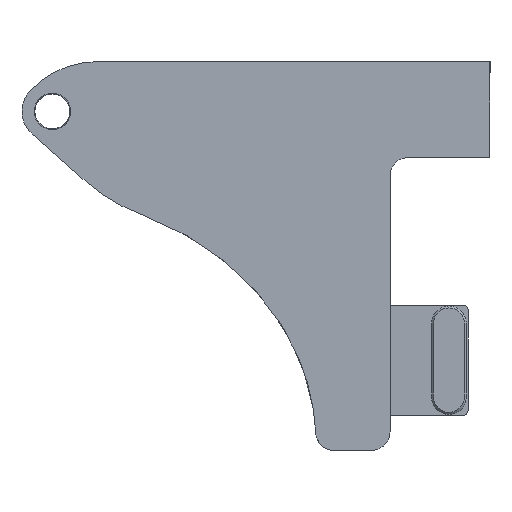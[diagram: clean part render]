
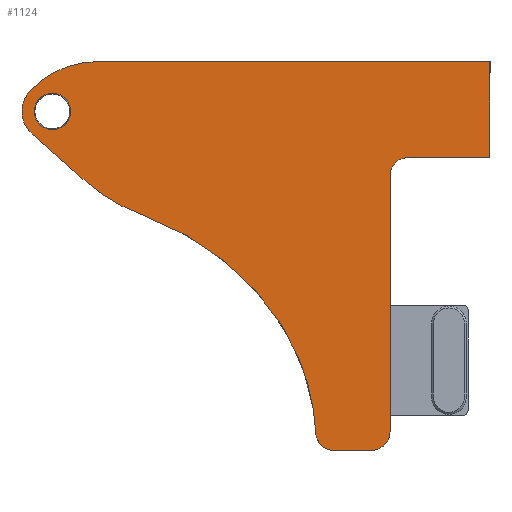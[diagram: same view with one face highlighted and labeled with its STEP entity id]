
A CAD part, left-side view. The second image highlights one B-rep face of the part: STEP entity #1124.
In plain terms, the highlighted planar face has unit normal (-1, 0, 0).
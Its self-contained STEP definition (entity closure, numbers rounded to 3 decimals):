
#29=B_SPLINE_CURVE_WITH_KNOTS('',3,(#1701,#1702,#1703,#1704),
 .UNSPECIFIED.,.F.,.F.,(4,4),(0.,0.73),.UNSPECIFIED.);
#34=B_SPLINE_CURVE_WITH_KNOTS('',3,(#1761,#1762,#1763,#1764,#1765,#1766,
#1767,#1768,#1769,#1770,#1771,#1772,#1773),.UNSPECIFIED.,.F.,.F.,(4,3,3,
3,4),(-0.766,-0.724,-0.408,-0.162,
-0.093),.UNSPECIFIED.);
#36=B_SPLINE_CURVE_WITH_KNOTS('',3,(#1806,#1807,#1808,#1809),
 .UNSPECIFIED.,.F.,.F.,(4,4),(0.037,0.093),
 .UNSPECIFIED.);
#40=B_SPLINE_CURVE_WITH_KNOTS('',3,(#1847,#1848,#1849,#1850,#1851,#1852,
#1853),.UNSPECIFIED.,.F.,.F.,(4,3,4),(0.,0.13,0.303),
 .UNSPECIFIED.);
#54=FACE_BOUND('',#187,.T.);
#67=PLANE('',#1223);
#113=FACE_OUTER_BOUND('',#186,.T.);
#186=EDGE_LOOP('',(#828,#829,#830,#831,#832,#833,#834,#835,#836,#837,#838,
#839,#840,#841,#842));
#187=EDGE_LOOP('',(#843));
#259=LINE('',#1788,#357);
#260=LINE('',#1790,#358);
#263=LINE('',#1858,#361);
#268=LINE('',#1871,#366);
#270=LINE('',#1874,#368);
#271=LINE('',#1879,#369);
#272=LINE('',#1880,#370);
#357=VECTOR('',#1364,10.);
#358=VECTOR('',#1367,10.);
#361=VECTOR('',#1372,10.);
#366=VECTOR('',#1385,10.);
#368=VECTOR('',#1389,10.);
#369=VECTOR('',#1394,10.);
#370=VECTOR('',#1395,10.);
#451=CIRCLE('',#1208,1.975);
#452=CIRCLE('',#1210,3.3);
#455=CIRCLE('',#1214,2.);
#457=CIRCLE('',#1220,2.);
#458=CIRCLE('',#1224,10.);
#502=VERTEX_POINT('',#1671);
#503=VERTEX_POINT('',#1675);
#504=VERTEX_POINT('',#1676);
#507=VERTEX_POINT('',#1699);
#508=VERTEX_POINT('',#1700);
#512=VERTEX_POINT('',#1759);
#515=VERTEX_POINT('',#1778);
#516=VERTEX_POINT('',#1780);
#518=VERTEX_POINT('',#1786);
#519=VERTEX_POINT('',#1800);
#522=VERTEX_POINT('',#1842);
#523=VERTEX_POINT('',#1855);
#526=VERTEX_POINT('',#1863);
#528=VERTEX_POINT('',#1869);
#529=VERTEX_POINT('',#1876);
#530=VERTEX_POINT('',#1877);
#607=EDGE_CURVE('',#502,#502,#451,.T.);
#609=EDGE_CURVE('',#503,#504,#452,.T.);
#613=EDGE_CURVE('',#507,#508,#29,.T.);
#619=EDGE_CURVE('',#507,#512,#34,.T.);
#622=EDGE_CURVE('',#515,#516,#455,.T.);
#626=EDGE_CURVE('',#515,#518,#259,.T.);
#627=EDGE_CURVE('',#508,#504,#260,.T.);
#630=EDGE_CURVE('',#519,#512,#36,.T.);
#634=EDGE_CURVE('',#522,#519,#40,.T.);
#636=EDGE_CURVE('',#523,#522,#263,.T.);
#640=EDGE_CURVE('',#526,#523,#457,.T.);
#643=EDGE_CURVE('',#528,#518,#268,.T.);
#645=EDGE_CURVE('',#516,#526,#270,.F.);
#646=EDGE_CURVE('',#529,#530,#458,.T.);
#647=EDGE_CURVE('',#529,#503,#271,.T.);
#648=EDGE_CURVE('',#528,#530,#272,.T.);
#828=ORIENTED_EDGE('',*,*,#646,.F.);
#829=ORIENTED_EDGE('',*,*,#647,.T.);
#830=ORIENTED_EDGE('',*,*,#609,.T.);
#831=ORIENTED_EDGE('',*,*,#627,.F.);
#832=ORIENTED_EDGE('',*,*,#613,.F.);
#833=ORIENTED_EDGE('',*,*,#619,.T.);
#834=ORIENTED_EDGE('',*,*,#630,.F.);
#835=ORIENTED_EDGE('',*,*,#634,.F.);
#836=ORIENTED_EDGE('',*,*,#636,.F.);
#837=ORIENTED_EDGE('',*,*,#640,.F.);
#838=ORIENTED_EDGE('',*,*,#645,.F.);
#839=ORIENTED_EDGE('',*,*,#622,.F.);
#840=ORIENTED_EDGE('',*,*,#626,.T.);
#841=ORIENTED_EDGE('',*,*,#643,.F.);
#842=ORIENTED_EDGE('',*,*,#648,.T.);
#843=ORIENTED_EDGE('',*,*,#607,.T.);
#1124=ADVANCED_FACE('',(#113,#54),#67,.T.);
#1208=AXIS2_PLACEMENT_3D('',#1672,#1340,#1341);
#1210=AXIS2_PLACEMENT_3D('',#1677,#1345,#1346);
#1214=AXIS2_PLACEMENT_3D('',#1781,#1357,#1358);
#1220=AXIS2_PLACEMENT_3D('',#1865,#1379,#1380);
#1223=AXIS2_PLACEMENT_3D('',#1875,#1390,#1391);
#1224=AXIS2_PLACEMENT_3D('',#1878,#1392,#1393);
#1340=DIRECTION('center_axis',(1.,0.,0.));
#1341=DIRECTION('ref_axis',(0.,1.,0.));
#1345=DIRECTION('center_axis',(-1.,0.,0.));
#1346=DIRECTION('ref_axis',(0.,0.749,0.662));
#1357=DIRECTION('center_axis',(-1.,0.,0.));
#1358=DIRECTION('ref_axis',(0.,0.707,0.707));
#1364=DIRECTION('',(0.,-1.,0.));
#1367=DIRECTION('',(0.,0.749,0.662));
#1372=DIRECTION('',(0.,1.,0.));
#1379=DIRECTION('center_axis',(1.,0.,0.));
#1380=DIRECTION('ref_axis',(0.,-0.707,-0.707));
#1385=DIRECTION('',(0.,0.,-1.));
#1389=DIRECTION('',(0.,0.,1.));
#1390=DIRECTION('center_axis',(-1.,0.,0.));
#1391=DIRECTION('ref_axis',(0.,-1.,0.));
#1392=DIRECTION('center_axis',(1.,0.,0.));
#1393=DIRECTION('ref_axis',(0.,0.389,0.921));
#1394=DIRECTION('',(0.,0.697,-0.717));
#1395=DIRECTION('',(0.,1.,0.));
#1671=CARTESIAN_POINT('',(12.6,39.458,-2.917));
#1672=CARTESIAN_POINT('Origin',(12.6,41.433,-2.917));
#1675=CARTESIAN_POINT('',(12.6,43.8,-0.617));
#1676=CARTESIAN_POINT('',(12.6,43.618,-5.39));
#1677=CARTESIAN_POINT('Origin',(12.6,41.433,-2.917));
#1699=CARTESIAN_POINT('',(12.6,31.653,-14.162));
#1700=CARTESIAN_POINT('',(12.6,37.89,-10.452));
#1701=CARTESIAN_POINT('Ctrl Pts',(12.6,31.653,-14.162));
#1702=CARTESIAN_POINT('Ctrl Pts',(12.6,33.939,-13.329));
#1703=CARTESIAN_POINT('Ctrl Pts',(12.6,36.066,-12.063));
#1704=CARTESIAN_POINT('Ctrl Pts',(12.6,37.89,-10.452));
#1759=CARTESIAN_POINT('',(12.6,13.131,-35.201));
#1761=CARTESIAN_POINT('Ctrl Pts',(12.6,31.65,-14.162));
#1762=CARTESIAN_POINT('Ctrl Pts',(12.6,31.059,-14.378));
#1763=CARTESIAN_POINT('Ctrl Pts',(12.6,30.477,-14.611));
#1764=CARTESIAN_POINT('Ctrl Pts',(12.6,29.903,-14.862));
#1765=CARTESIAN_POINT('Ctrl Pts',(12.6,25.573,-16.75));
#1766=CARTESIAN_POINT('Ctrl Pts',(12.6,21.739,-19.599));
#1767=CARTESIAN_POINT('Ctrl Pts',(12.6,18.812,-23.04));
#1768=CARTESIAN_POINT('Ctrl Pts',(12.6,16.528,-25.725));
#1769=CARTESIAN_POINT('Ctrl Pts',(12.6,14.817,-28.732));
#1770=CARTESIAN_POINT('Ctrl Pts',(12.6,13.811,-32.173));
#1771=CARTESIAN_POINT('Ctrl Pts',(12.6,13.527,-33.141));
#1772=CARTESIAN_POINT('Ctrl Pts',(12.6,13.3,-34.147));
#1773=CARTESIAN_POINT('Ctrl Pts',(12.6,13.131,-35.201));
#1778=CARTESIAN_POINT('',(12.6,2.787,-7.922));
#1780=CARTESIAN_POINT('',(12.6,4.787,-9.922));
#1781=CARTESIAN_POINT('Origin',(12.6,2.787,-9.922));
#1786=CARTESIAN_POINT('',(12.6,-6.067,-7.922));
#1788=CARTESIAN_POINT('',(12.6,6.596,-7.922));
#1790=CARTESIAN_POINT('',(12.6,31.964,-15.688));
#1800=CARTESIAN_POINT('',(12.6,12.844,-37.832));
#1806=CARTESIAN_POINT('Ctrl Pts',(12.6,12.844,-37.832));
#1807=CARTESIAN_POINT('Ctrl Pts',(12.6,12.899,-36.921));
#1808=CARTESIAN_POINT('Ctrl Pts',(12.6,12.996,-36.045));
#1809=CARTESIAN_POINT('Ctrl Pts',(12.6,13.131,-35.201));
#1842=CARTESIAN_POINT('',(12.6,10.847,-39.709));
#1847=CARTESIAN_POINT('Ctrl Pts',(12.6,10.847,-39.709));
#1848=CARTESIAN_POINT('Ctrl Pts',(12.6,11.279,-39.709));
#1849=CARTESIAN_POINT('Ctrl Pts',(12.6,11.711,-39.565));
#1850=CARTESIAN_POINT('Ctrl Pts',(12.6,12.053,-39.305));
#1851=CARTESIAN_POINT('Ctrl Pts',(12.6,12.51,-38.958));
#1852=CARTESIAN_POINT('Ctrl Pts',(12.6,12.808,-38.406));
#1853=CARTESIAN_POINT('Ctrl Pts',(12.6,12.844,-37.832));
#1855=CARTESIAN_POINT('',(12.6,6.787,-39.709));
#1858=CARTESIAN_POINT('',(12.6,2.787,-39.709));
#1863=CARTESIAN_POINT('',(12.6,4.787,-37.709));
#1865=CARTESIAN_POINT('Origin',(12.6,6.787,-37.709));
#1869=CARTESIAN_POINT('',(12.6,-6.067,2.483));
#1871=CARTESIAN_POINT('',(12.6,-6.067,-15.598));
#1874=CARTESIAN_POINT('',(12.6,4.787,-18.267));
#1875=CARTESIAN_POINT('Origin',(12.6,19.333,-18.613));
#1876=CARTESIAN_POINT('',(12.6,43.732,-0.547));
#1877=CARTESIAN_POINT('',(12.6,36.561,2.483));
#1878=CARTESIAN_POINT('Origin',(12.6,36.561,-7.517));
#1879=CARTESIAN_POINT('',(12.6,40.848,2.42));
#1880=CARTESIAN_POINT('',(12.6,9.683,2.483));
